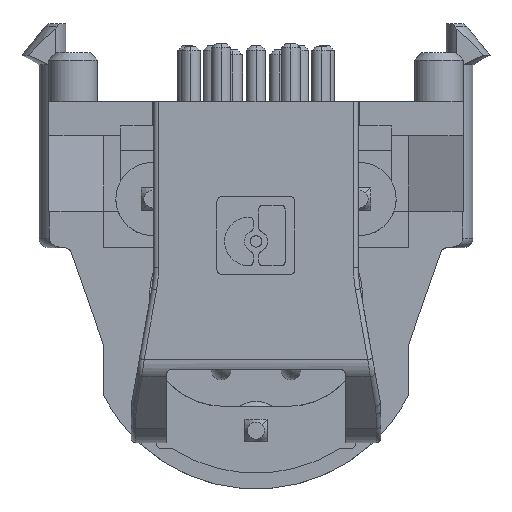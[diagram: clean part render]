
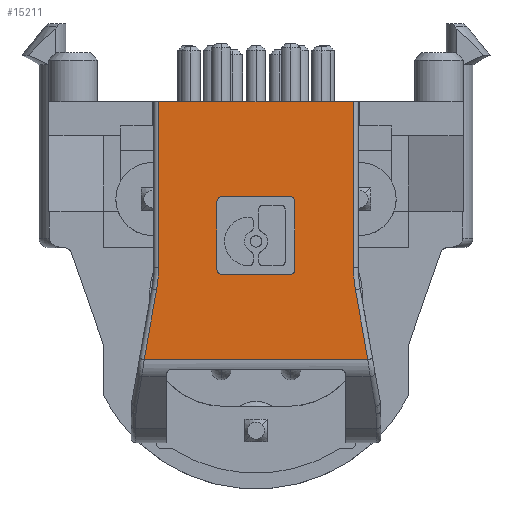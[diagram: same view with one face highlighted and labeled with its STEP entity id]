
A CAD part, front view. The second image highlights one B-rep face of the part: STEP entity #15211.
In plain terms, the highlighted planar face has unit normal (0, -1, 0).
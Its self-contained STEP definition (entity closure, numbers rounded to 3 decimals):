
#2902=DIRECTION('',(1.,0.,0.));
#2903=VECTOR('',#2902,9.17);
#2904=CARTESIAN_POINT('',(-4.585,-11.9,
-2.086));
#2905=LINE('',#2904,#2903);
#2999=DIRECTION('',(0.,0.,1.));
#3000=VECTOR('',#2999,6.813);
#3001=CARTESIAN_POINT('',(4.,-11.9,1.687));
#3002=LINE('',#3001,#3000);
#3003=CARTESIAN_POINT('',(9.2,-11.9,1.687));
#3004=DIRECTION('',(0.,1.,0.));
#3005=DIRECTION('',(-0.985,0.,-0.174));
#3006=AXIS2_PLACEMENT_3D('',#3003,#3004,#3005);
#3008=DIRECTION('',(-0.174,0.,0.985));
#3009=VECTOR('',#3008,2.915);
#3010=CARTESIAN_POINT('',(4.585,-11.9,
-2.086));
#3011=LINE('',#3010,#3009);
#3012=DIRECTION('',(-0.174,0.,-0.985));
#3013=VECTOR('',#3012,2.915);
#3014=CARTESIAN_POINT('',(-4.079,-11.9,0.784));
#3015=LINE('',#3014,#3013);
#3016=CARTESIAN_POINT('',(-9.2,-11.9,1.687));
#3017=DIRECTION('',(0.,1.,0.));
#3018=DIRECTION('',(1.,0.,0.));
#3019=AXIS2_PLACEMENT_3D('',#3016,#3017,#3018);
#3021=DIRECTION('',(0.,0.,-1.));
#3022=VECTOR('',#3021,6.813);
#3023=CARTESIAN_POINT('',(-4.,-11.9,8.5));
#3024=LINE('',#3023,#3022);
#3025=CARTESIAN_POINT('',(1.39,-11.9,4.39));
#3026=DIRECTION('',(0.,-1.,0.));
#3027=DIRECTION('',(1.,0.,0.));
#3028=AXIS2_PLACEMENT_3D('',#3025,#3026,#3027);
#3030=DIRECTION('',(-1.,0.,0.));
#3031=VECTOR('',#3030,2.78);
#3032=CARTESIAN_POINT('',(1.39,-11.9,4.6));
#3033=LINE('',#3032,#3031);
#3034=CARTESIAN_POINT('',(-1.39,-11.9,4.39));
#3035=DIRECTION('',(0.,-1.,0.));
#3036=DIRECTION('',(0.,0.,1.));
#3037=AXIS2_PLACEMENT_3D('',#3034,#3035,#3036);
#3039=DIRECTION('',(0.,0.,-1.));
#3040=VECTOR('',#3039,2.78);
#3041=CARTESIAN_POINT('',(-1.6,-11.9,4.39));
#3042=LINE('',#3041,#3040);
#3043=CARTESIAN_POINT('',(-1.39,-11.9,1.61));
#3044=DIRECTION('',(0.,-1.,0.));
#3045=DIRECTION('',(-1.,0.,0.));
#3046=AXIS2_PLACEMENT_3D('',#3043,#3044,#3045);
#3048=DIRECTION('',(1.,0.,0.));
#3049=VECTOR('',#3048,2.78);
#3050=CARTESIAN_POINT('',(-1.39,-11.9,1.4));
#3051=LINE('',#3050,#3049);
#3052=CARTESIAN_POINT('',(1.39,-11.9,1.61));
#3053=DIRECTION('',(0.,-1.,0.));
#3054=DIRECTION('',(0.,0.,-1.));
#3055=AXIS2_PLACEMENT_3D('',#3052,#3053,#3054);
#3057=DIRECTION('',(0.,0.,1.));
#3058=VECTOR('',#3057,2.78);
#3059=CARTESIAN_POINT('',(1.6,-11.9,1.61));
#3060=LINE('',#3059,#3058);
#3087=DIRECTION('',(1.,0.,0.));
#3088=VECTOR('',#3087,8.);
#3089=CARTESIAN_POINT('',(-4.,-11.9,8.5));
#3090=LINE('',#3089,#3088);
#11012=CARTESIAN_POINT('',(4.,-11.9,8.5));
#11014=VERTEX_POINT('',#11012);
#11018=CARTESIAN_POINT('',(4.,-11.9,1.687));
#11019=VERTEX_POINT('',#11018);
#11020=CARTESIAN_POINT('',(4.079,-11.9,0.784));
#11021=VERTEX_POINT('',#11020);
#11024=CARTESIAN_POINT('',(4.585,-11.9,
-2.086));
#11025=VERTEX_POINT('',#11024);
#11072=CARTESIAN_POINT('',(-4.079,-11.9,0.784));
#11073=CARTESIAN_POINT('',(-4.585,-11.9,
-2.086));
#11074=VERTEX_POINT('',#11072);
#11075=VERTEX_POINT('',#11073);
#11080=CARTESIAN_POINT('',(-4.,-11.9,1.687));
#11081=VERTEX_POINT('',#11080);
#11085=CARTESIAN_POINT('',(-4.,-11.9,8.5));
#11087=VERTEX_POINT('',#11085);
#11218=CARTESIAN_POINT('',(1.6,-11.9,4.39));
#11219=CARTESIAN_POINT('',(1.39,-11.9,4.6));
#11220=VERTEX_POINT('',#11218);
#11221=VERTEX_POINT('',#11219);
#11222=CARTESIAN_POINT('',(-1.39,-11.9,4.6));
#11223=VERTEX_POINT('',#11222);
#11224=CARTESIAN_POINT('',(-1.6,-11.9,4.39));
#11225=VERTEX_POINT('',#11224);
#11226=CARTESIAN_POINT('',(-1.6,-11.9,1.61));
#11227=VERTEX_POINT('',#11226);
#11228=CARTESIAN_POINT('',(-1.39,-11.9,1.4));
#11229=VERTEX_POINT('',#11228);
#11230=CARTESIAN_POINT('',(1.39,-11.9,1.4));
#11231=VERTEX_POINT('',#11230);
#11232=CARTESIAN_POINT('',(1.6,-11.9,1.61));
#11233=VERTEX_POINT('',#11232);
#15172=CARTESIAN_POINT('',(-4.2,-11.9,-5.5));
#15173=DIRECTION('',(0.,-1.,0.));
#15174=DIRECTION('',(1.,0.,0.));
#15175=AXIS2_PLACEMENT_3D('',#15172,#15173,#15174);
#15176=PLANE('',#15175);
#15178=ORIENTED_EDGE('',*,*,#15177,.F.);
#15180=ORIENTED_EDGE('',*,*,#15179,.F.);
#15182=ORIENTED_EDGE('',*,*,#15181,.F.);
#15183=ORIENTED_EDGE('',*,*,#15040,.F.);
#15185=ORIENTED_EDGE('',*,*,#15184,.F.);
#15186=ORIENTED_EDGE('',*,*,#15162,.F.);
#15188=ORIENTED_EDGE('',*,*,#15187,.F.);
#15190=ORIENTED_EDGE('',*,*,#15189,.T.);
#15191=EDGE_LOOP('',(#15178,#15180,#15182,#15183,#15185,#15186,#15188,#15190));
#15192=FACE_OUTER_BOUND('',#15191,.F.);
#15194=ORIENTED_EDGE('',*,*,#15193,.T.);
#15196=ORIENTED_EDGE('',*,*,#15195,.T.);
#15198=ORIENTED_EDGE('',*,*,#15197,.T.);
#15200=ORIENTED_EDGE('',*,*,#15199,.T.);
#15202=ORIENTED_EDGE('',*,*,#15201,.T.);
#15204=ORIENTED_EDGE('',*,*,#15203,.T.);
#15206=ORIENTED_EDGE('',*,*,#15205,.T.);
#15208=ORIENTED_EDGE('',*,*,#15207,.T.);
#15209=EDGE_LOOP('',(#15194,#15196,#15198,#15200,#15202,#15204,#15206,#15208));
#15210=FACE_BOUND('',#15209,.F.);
#15211=ADVANCED_FACE('',(#15192,#15210),#15176,.T.);
#3007=CIRCLE('',#3006,5.2);
#3020=CIRCLE('',#3019,5.2);
#3029=CIRCLE('',#3028,0.21);
#3038=CIRCLE('',#3037,0.21);
#3047=CIRCLE('',#3046,0.21);
#3056=CIRCLE('',#3055,0.21);
#15040=EDGE_CURVE('',#11075,#11025,#2905,.T.);
#15162=EDGE_CURVE('',#11081,#11074,#3020,.T.);
#15177=EDGE_CURVE('',#11019,#11014,#3002,.T.);
#15179=EDGE_CURVE('',#11021,#11019,#3007,.T.);
#15181=EDGE_CURVE('',#11025,#11021,#3011,.T.);
#15184=EDGE_CURVE('',#11074,#11075,#3015,.T.);
#15187=EDGE_CURVE('',#11087,#11081,#3024,.T.);
#15189=EDGE_CURVE('',#11087,#11014,#3090,.T.);
#15193=EDGE_CURVE('',#11220,#11221,#3029,.T.);
#15195=EDGE_CURVE('',#11221,#11223,#3033,.T.);
#15197=EDGE_CURVE('',#11223,#11225,#3038,.T.);
#15199=EDGE_CURVE('',#11225,#11227,#3042,.T.);
#15201=EDGE_CURVE('',#11227,#11229,#3047,.T.);
#15203=EDGE_CURVE('',#11229,#11231,#3051,.T.);
#15205=EDGE_CURVE('',#11231,#11233,#3056,.T.);
#15207=EDGE_CURVE('',#11233,#11220,#3060,.T.);
